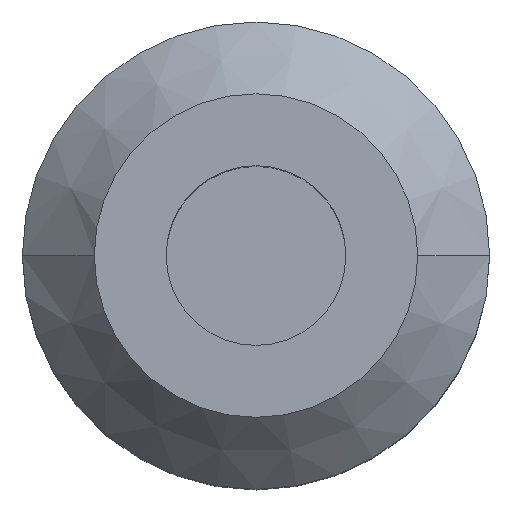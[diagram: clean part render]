
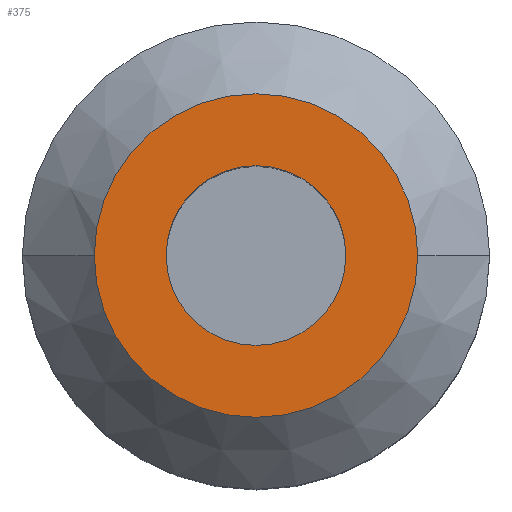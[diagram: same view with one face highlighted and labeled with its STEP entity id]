
A CAD part, top view. The second image highlights one B-rep face of the part: STEP entity #375.
In plain terms, the highlighted planar face has unit normal (0, 0, 1).
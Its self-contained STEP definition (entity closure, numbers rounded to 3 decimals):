
#25 = FACE_OUTER_BOUND ( 'NONE', #1127, .T. ) ;
#88 = EDGE_CURVE ( 'NONE', #555, #240, #1337, .T. ) ;
#106 = CARTESIAN_POINT ( 'NONE',  ( -12.5, 0., 100. ) ) ;
#112 = AXIS2_PLACEMENT_3D ( 'NONE', #1428, #685, #1168 ) ;
#188 = DIRECTION ( 'NONE',  ( -1., 0., 0. ) ) ;
#240 = VERTEX_POINT ( 'NONE', #1162 ) ;
#335 = DIRECTION ( 'NONE',  ( 0., 0., -1. ) ) ;
#349 = AXIS2_PLACEMENT_3D ( 'NONE', #721, #1467, #582 ) ;
#375 = ADVANCED_FACE ( 'NONE', ( #1059, #25 ), #435, .F. ) ;
#407 = EDGE_CURVE ( 'NONE', #240, #555, #735, .T. ) ;
#435 = PLANE ( 'NONE',  #1227 ) ;
#517 = CARTESIAN_POINT ( 'NONE',  ( 0., 0., 100. ) ) ;
#555 = VERTEX_POINT ( 'NONE', #106 ) ;
#582 = DIRECTION ( 'NONE',  ( -1., 0., 0. ) ) ;
#584 = VERTEX_POINT ( 'NONE', #800 ) ;
#600 = ORIENTED_EDGE ( 'NONE', *, *, #88, .T. ) ;
#618 = CARTESIAN_POINT ( 'NONE',  ( 22.5, 0., 100. ) ) ;
#658 = ORIENTED_EDGE ( 'NONE', *, *, #1218, .F. ) ;
#685 = DIRECTION ( 'NONE',  ( 0., 0., -1. ) ) ;
#721 = CARTESIAN_POINT ( 'NONE',  ( 0., 0., 100. ) ) ;
#735 = CIRCLE ( 'NONE', #1327, 12.5 ) ;
#766 = DIRECTION ( 'NONE',  ( 0., 0., -1. ) ) ;
#800 = CARTESIAN_POINT ( 'NONE',  ( -22.5, 0., 100. ) ) ;
#828 = AXIS2_PLACEMENT_3D ( 'NONE', #517, #766, #1519 ) ;
#832 = DIRECTION ( 'NONE',  ( 0., 0., -1. ) ) ;
#846 = EDGE_LOOP ( 'NONE', ( #600, #912 ) ) ;
#887 = VERTEX_POINT ( 'NONE', #618 ) ;
#912 = ORIENTED_EDGE ( 'NONE', *, *, #407, .T. ) ;
#979 = DIRECTION ( 'NONE',  ( -1., 0., 0. ) ) ;
#1003 = CIRCLE ( 'NONE', #349, 22.5 ) ;
#1059 = FACE_BOUND ( 'NONE', #846, .T. ) ;
#1077 = CARTESIAN_POINT ( 'NONE',  ( 0., 22.5, 100. ) ) ;
#1127 = EDGE_LOOP ( 'NONE', ( #658, #1283 ) ) ;
#1162 = CARTESIAN_POINT ( 'NONE',  ( 12.5, 0., 100. ) ) ;
#1168 = DIRECTION ( 'NONE',  ( -1., 0., 0. ) ) ;
#1179 = EDGE_CURVE ( 'NONE', #887, #584, #1375, .T. ) ;
#1218 = EDGE_CURVE ( 'NONE', #584, #887, #1003, .T. ) ;
#1227 = AXIS2_PLACEMENT_3D ( 'NONE', #1077, #335, #188 ) ;
#1283 = ORIENTED_EDGE ( 'NONE', *, *, #1179, .F. ) ;
#1327 = AXIS2_PLACEMENT_3D ( 'NONE', #1600, #832, #979 ) ;
#1337 = CIRCLE ( 'NONE', #828, 12.5 ) ;
#1375 = CIRCLE ( 'NONE', #112, 22.5 ) ;
#1428 = CARTESIAN_POINT ( 'NONE',  ( 0., 0., 100. ) ) ;
#1467 = DIRECTION ( 'NONE',  ( 0., 0., -1. ) ) ;
#1519 = DIRECTION ( 'NONE',  ( -1., 0., 0. ) ) ;
#1600 = CARTESIAN_POINT ( 'NONE',  ( 0., 0., 100. ) ) ;
